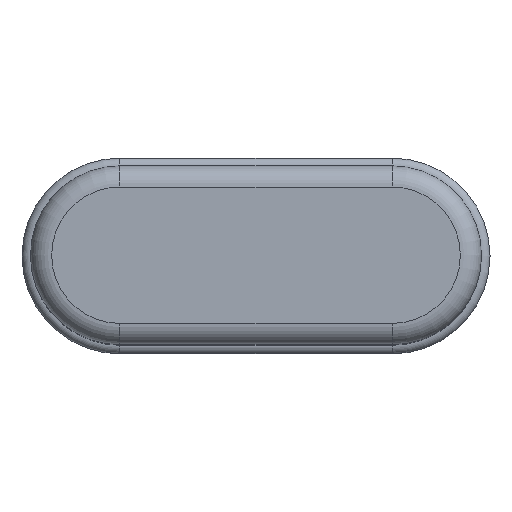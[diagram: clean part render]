
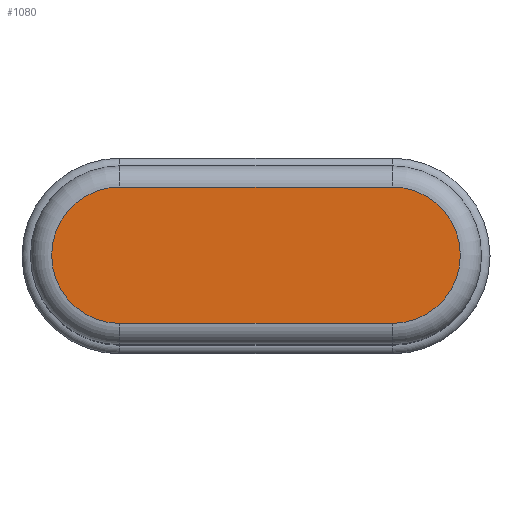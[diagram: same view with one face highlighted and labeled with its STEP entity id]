
A CAD part, top view. The second image highlights one B-rep face of the part: STEP entity #1080.
In plain terms, the highlighted planar face has unit normal (0, 0, 1).
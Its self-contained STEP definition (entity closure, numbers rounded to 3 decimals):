
#888=CARTESIAN_POINT('',(-3.215,-1.61,13.97));
#889=VERTEX_POINT('',#888);
#897=CARTESIAN_POINT('',(-3.215,1.61,13.97));
#898=VERTEX_POINT('',#897);
#899=CARTESIAN_POINT('',(-3.215,0.,13.97));
#900=DIRECTION('',(0.0,0.0,-1.0));
#901=DIRECTION('',(-1.0,0.0,0.0));
#902=AXIS2_PLACEMENT_3D('',#899,#900,#901);
#903=CIRCLE('',#902,1.61);
#904=EDGE_CURVE('',#889,#898,#903,.T.);
#932=CARTESIAN_POINT('',(3.215,-1.61,13.97));
#933=VERTEX_POINT('',#932);
#941=CARTESIAN_POINT('',(3.215,-1.61,13.97));
#942=DIRECTION('',(-1.0,0.0,0.0));
#943=VECTOR('',#942,6.43);
#944=LINE('',#941,#943);
#945=EDGE_CURVE('',#933,#889,#944,.T.);
#962=CARTESIAN_POINT('',(3.215,1.61,13.97));
#963=VERTEX_POINT('',#962);
#980=CARTESIAN_POINT('',(-3.215,1.61,13.97));
#981=DIRECTION('',(1.0,0.0,0.0));
#982=VECTOR('',#981,6.43);
#983=LINE('',#980,#982);
#984=EDGE_CURVE('',#898,#963,#983,.T.);
#1003=CARTESIAN_POINT('',(3.215,0.,13.97));
#1004=DIRECTION('',(0.0,0.0,-1.0));
#1005=DIRECTION('',(1.0,0.0,0.0));
#1006=AXIS2_PLACEMENT_3D('',#1003,#1004,#1005);
#1007=CIRCLE('',#1006,1.61);
#1008=EDGE_CURVE('',#963,#933,#1007,.T.);
#1069=CARTESIAN_POINT('',(0.0,0.,13.97));
#1070=DIRECTION('',(0.0,0.0,1.0));
#1071=DIRECTION('',(1.0,0.0,0.0));
#1072=AXIS2_PLACEMENT_3D('',#1069,#1070,#1071);
#1073=PLANE('',#1072);
#1074=ORIENTED_EDGE('',*,*,#904,.F.);
#1075=ORIENTED_EDGE('',*,*,#945,.F.);
#1076=ORIENTED_EDGE('',*,*,#1008,.F.);
#1077=ORIENTED_EDGE('',*,*,#984,.F.);
#1078=EDGE_LOOP('',(#1074,#1075,#1076,#1077));
#1079=FACE_OUTER_BOUND('',#1078,.T.);
#1080=ADVANCED_FACE('',(#1079),#1073,.T.);
